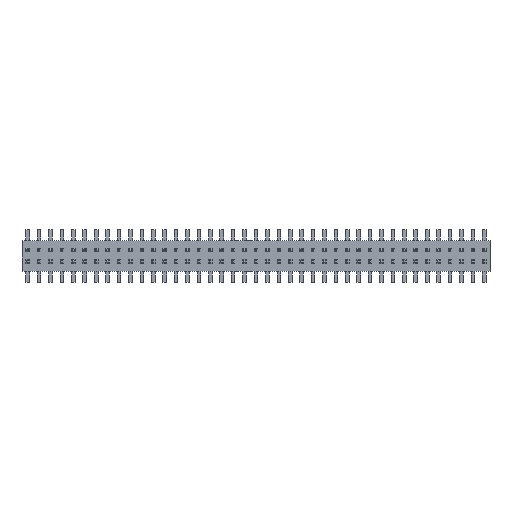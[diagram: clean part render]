
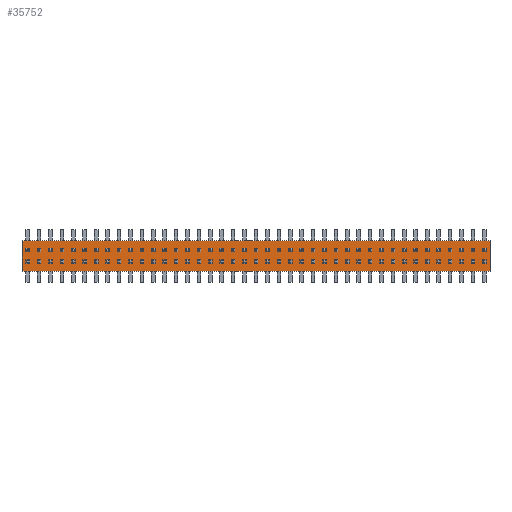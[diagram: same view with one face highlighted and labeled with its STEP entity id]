
A CAD part, top view. The second image highlights one B-rep face of the part: STEP entity #35752.
In plain terms, the highlighted face is planar.
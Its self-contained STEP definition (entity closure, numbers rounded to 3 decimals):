
#35620 = EDGE_CURVE('',#35621,#35623,#35625,.T.);
#35621 = VERTEX_POINT('',#35622);
#35622 = CARTESIAN_POINT('',(-26.035,1.753,-1.715));
#35623 = VERTEX_POINT('',#35624);
#35624 = CARTESIAN_POINT('',(-26.035,1.753,1.715));
#35625 = LINE('',#35626,#35627);
#35626 = CARTESIAN_POINT('',(-26.035,1.753,-1.715));
#35627 = VECTOR('',#35628,1.);
#35628 = DIRECTION('',(0.,0.,1.));
#35660 = EDGE_CURVE('',#35623,#35661,#35663,.T.);
#35661 = VERTEX_POINT('',#35662);
#35662 = CARTESIAN_POINT('',(26.035,1.753,1.715));
#35663 = LINE('',#35664,#35665);
#35664 = CARTESIAN_POINT('',(-26.035,1.753,1.715));
#35665 = VECTOR('',#35666,1.);
#35666 = DIRECTION('',(1.,0.,0.));
#35691 = EDGE_CURVE('',#35661,#35692,#35694,.T.);
#35692 = VERTEX_POINT('',#35693);
#35693 = CARTESIAN_POINT('',(26.035,1.753,-1.715));
#35694 = LINE('',#35695,#35696);
#35695 = CARTESIAN_POINT('',(26.035,1.753,1.715));
#35696 = VECTOR('',#35697,1.);
#35697 = DIRECTION('',(0.,0.,-1.));
#35722 = EDGE_CURVE('',#35692,#35621,#35723,.T.);
#35723 = LINE('',#35724,#35725);
#35724 = CARTESIAN_POINT('',(26.035,1.753,-1.715));
#35725 = VECTOR('',#35726,1.);
#35726 = DIRECTION('',(-1.,0.,0.));
#35752 = ADVANCED_FACE('',(#35753),#35759,.T.);
#35753 = FACE_BOUND('',#35754,.T.);
#35754 = EDGE_LOOP('',(#35755,#35756,#35757,#35758));
#35755 = ORIENTED_EDGE('',*,*,#35620,.T.);
#35756 = ORIENTED_EDGE('',*,*,#35660,.T.);
#35757 = ORIENTED_EDGE('',*,*,#35691,.T.);
#35758 = ORIENTED_EDGE('',*,*,#35722,.T.);
#35759 = PLANE('',#35760);
#35760 = AXIS2_PLACEMENT_3D('',#35761,#35762,#35763);
#35761 = CARTESIAN_POINT('',(0.,1.753,0.));
#35762 = DIRECTION('',(0.,1.,0.));
#35763 = DIRECTION('',(0.,-0.,1.));
